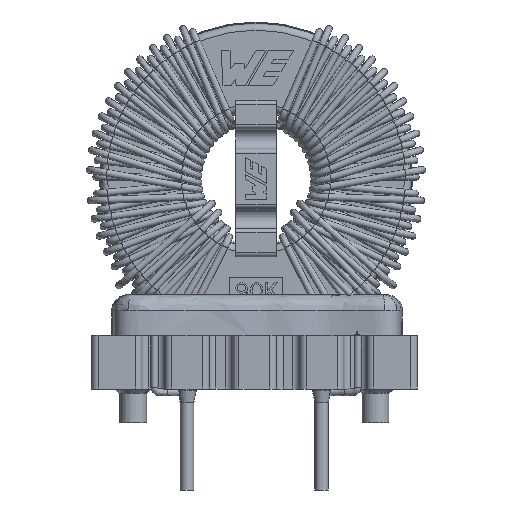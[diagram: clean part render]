
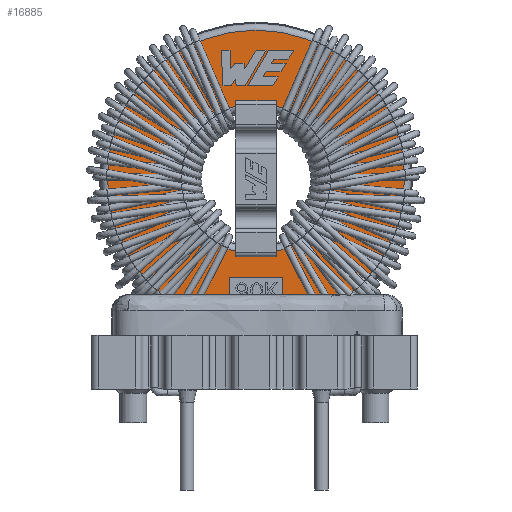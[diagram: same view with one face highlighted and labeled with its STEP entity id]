
A CAD part, front view. The second image highlights one B-rep face of the part: STEP entity #16885.
In plain terms, the highlighted planar face has unit normal (0, -1, 0).
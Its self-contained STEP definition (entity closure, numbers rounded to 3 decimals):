
#1082=CIRCLE('',#19339,5.613);
#1088=CIRCLE('',#19352,11.037);
#2969=ORIENTED_EDGE('',*,*,#6654,.F.);
#2970=ORIENTED_EDGE('',*,*,#6652,.F.);
#2971=ORIENTED_EDGE('',*,*,#6650,.F.);
#2972=ORIENTED_EDGE('',*,*,#6655,.F.);
#2973=ORIENTED_EDGE('',*,*,#6689,.F.);
#2974=ORIENTED_EDGE('',*,*,#6686,.F.);
#2975=ORIENTED_EDGE('',*,*,#6683,.F.);
#2976=ORIENTED_EDGE('',*,*,#6680,.F.);
#2977=ORIENTED_EDGE('',*,*,#6677,.F.);
#2978=ORIENTED_EDGE('',*,*,#6674,.F.);
#2979=ORIENTED_EDGE('',*,*,#6671,.F.);
#2980=ORIENTED_EDGE('',*,*,#6668,.F.);
#2981=ORIENTED_EDGE('',*,*,#6665,.F.);
#2982=ORIENTED_EDGE('',*,*,#6662,.F.);
#2983=ORIENTED_EDGE('',*,*,#6659,.F.);
#2984=ORIENTED_EDGE('',*,*,#6691,.F.);
#2985=ORIENTED_EDGE('',*,*,#6729,.F.);
#2986=ORIENTED_EDGE('',*,*,#6727,.F.);
#2987=ORIENTED_EDGE('',*,*,#6725,.F.);
#2988=ORIENTED_EDGE('',*,*,#6723,.F.);
#2989=ORIENTED_EDGE('',*,*,#6721,.F.);
#2990=ORIENTED_EDGE('',*,*,#6719,.F.);
#2991=ORIENTED_EDGE('',*,*,#6717,.F.);
#2992=ORIENTED_EDGE('',*,*,#6715,.F.);
#2993=ORIENTED_EDGE('',*,*,#6713,.F.);
#2994=ORIENTED_EDGE('',*,*,#6711,.F.);
#2995=ORIENTED_EDGE('',*,*,#6709,.F.);
#2996=ORIENTED_EDGE('',*,*,#6707,.F.);
#2997=ORIENTED_EDGE('',*,*,#6730,.F.);
#2998=ORIENTED_EDGE('',*,*,#6743,.T.);
#2999=ORIENTED_EDGE('',*,*,#6749,.T.);
#6650=EDGE_CURVE('',#8635,#8634,#10419,.T.);
#6652=EDGE_CURVE('',#8634,#8636,#10421,.T.);
#6654=EDGE_CURVE('',#8636,#8637,#10423,.T.);
#6655=EDGE_CURVE('',#8637,#8635,#10424,.T.);
#6659=EDGE_CURVE('',#8641,#8638,#10428,.T.);
#6662=EDGE_CURVE('',#8638,#8642,#10431,.T.);
#6665=EDGE_CURVE('',#8642,#8644,#10434,.T.);
#6668=EDGE_CURVE('',#8644,#8646,#10437,.T.);
#6671=EDGE_CURVE('',#8646,#8648,#10440,.T.);
#6674=EDGE_CURVE('',#8648,#8650,#10443,.T.);
#6677=EDGE_CURVE('',#8650,#8652,#10446,.T.);
#6680=EDGE_CURVE('',#8652,#8654,#10449,.T.);
#6683=EDGE_CURVE('',#8654,#8656,#10452,.T.);
#6686=EDGE_CURVE('',#8656,#8658,#10455,.T.);
#6689=EDGE_CURVE('',#8658,#8660,#10458,.T.);
#6691=EDGE_CURVE('',#8660,#8641,#10460,.T.);
#6707=EDGE_CURVE('',#8676,#8675,#10476,.T.);
#6709=EDGE_CURVE('',#8675,#8677,#10478,.T.);
#6711=EDGE_CURVE('',#8677,#8678,#10480,.T.);
#6713=EDGE_CURVE('',#8678,#8679,#10482,.T.);
#6715=EDGE_CURVE('',#8679,#8680,#10484,.T.);
#6717=EDGE_CURVE('',#8680,#8681,#10486,.T.);
#6719=EDGE_CURVE('',#8681,#8682,#10488,.T.);
#6721=EDGE_CURVE('',#8682,#8683,#10490,.T.);
#6723=EDGE_CURVE('',#8683,#8684,#10492,.T.);
#6725=EDGE_CURVE('',#8684,#8685,#10494,.T.);
#6727=EDGE_CURVE('',#8685,#8686,#10496,.T.);
#6729=EDGE_CURVE('',#8686,#8687,#10498,.T.);
#6730=EDGE_CURVE('',#8687,#8676,#10499,.T.);
#6743=EDGE_CURVE('',#8700,#8700,#1082,.T.);
#6749=EDGE_CURVE('',#8706,#8706,#1088,.T.);
#8634=VERTEX_POINT('',#26925);
#8635=VERTEX_POINT('',#26927);
#8636=VERTEX_POINT('',#26931);
#8637=VERTEX_POINT('',#26935);
#8638=VERTEX_POINT('',#26941);
#8641=VERTEX_POINT('',#26946);
#8642=VERTEX_POINT('',#26950);
#8644=VERTEX_POINT('',#26956);
#8646=VERTEX_POINT('',#26962);
#8648=VERTEX_POINT('',#26968);
#8650=VERTEX_POINT('',#26974);
#8652=VERTEX_POINT('',#26980);
#8654=VERTEX_POINT('',#26986);
#8656=VERTEX_POINT('',#26992);
#8658=VERTEX_POINT('',#26998);
#8660=VERTEX_POINT('',#27004);
#8675=VERTEX_POINT('',#27041);
#8676=VERTEX_POINT('',#27043);
#8677=VERTEX_POINT('',#27047);
#8678=VERTEX_POINT('',#27051);
#8679=VERTEX_POINT('',#27055);
#8680=VERTEX_POINT('',#27059);
#8681=VERTEX_POINT('',#27063);
#8682=VERTEX_POINT('',#27067);
#8683=VERTEX_POINT('',#27071);
#8684=VERTEX_POINT('',#27075);
#8685=VERTEX_POINT('',#27079);
#8686=VERTEX_POINT('',#27083);
#8687=VERTEX_POINT('',#27087);
#8700=VERTEX_POINT('',#27127);
#8706=VERTEX_POINT('',#27146);
#10419=LINE('',#26928,#11415);
#10421=LINE('',#26932,#11417);
#10423=LINE('',#26936,#11419);
#10424=LINE('',#26938,#11420);
#10428=LINE('',#26947,#11424);
#10431=LINE('',#26953,#11427);
#10434=LINE('',#26959,#11430);
#10437=LINE('',#26965,#11433);
#10440=LINE('',#26971,#11436);
#10443=LINE('',#26977,#11439);
#10446=LINE('',#26983,#11442);
#10449=LINE('',#26989,#11445);
#10452=LINE('',#26995,#11448);
#10455=LINE('',#27001,#11451);
#10458=LINE('',#27007,#11454);
#10460=LINE('',#27010,#11456);
#10476=LINE('',#27044,#11472);
#10478=LINE('',#27048,#11474);
#10480=LINE('',#27052,#11476);
#10482=LINE('',#27056,#11478);
#10484=LINE('',#27060,#11480);
#10486=LINE('',#27064,#11482);
#10488=LINE('',#27068,#11484);
#10490=LINE('',#27072,#11486);
#10492=LINE('',#27076,#11488);
#10494=LINE('',#27080,#11490);
#10496=LINE('',#27084,#11492);
#10498=LINE('',#27088,#11494);
#10499=LINE('',#27090,#11495);
#11415=VECTOR('',#21782,1000.);
#11417=VECTOR('',#21786,1000.);
#11419=VECTOR('',#21790,1000.);
#11420=VECTOR('',#21793,1000.);
#11424=VECTOR('',#21799,1000.);
#11427=VECTOR('',#21804,1000.);
#11430=VECTOR('',#21809,1000.);
#11433=VECTOR('',#21814,1000.);
#11436=VECTOR('',#21819,1000.);
#11439=VECTOR('',#21824,1000.);
#11442=VECTOR('',#21829,1000.);
#11445=VECTOR('',#21834,1000.);
#11448=VECTOR('',#21839,1000.);
#11451=VECTOR('',#21844,1000.);
#11454=VECTOR('',#21849,1000.);
#11456=VECTOR('',#21853,1000.);
#11472=VECTOR('',#21875,1000.);
#11474=VECTOR('',#21879,1000.);
#11476=VECTOR('',#21883,1000.);
#11478=VECTOR('',#21887,1000.);
#11480=VECTOR('',#21891,1000.);
#11482=VECTOR('',#21895,1000.);
#11484=VECTOR('',#21899,1000.);
#11486=VECTOR('',#21903,1000.);
#11488=VECTOR('',#21907,1000.);
#11490=VECTOR('',#21911,1000.);
#11492=VECTOR('',#21915,1000.);
#11494=VECTOR('',#21919,1000.);
#11495=VECTOR('',#21922,1000.);
#12251=EDGE_LOOP('',(#2969,#2970,#2971,#2972));
#12252=EDGE_LOOP('',(#2973,#2974,#2975,#2976,#2977,#2978,#2979,#2980,#2981,
#2982,#2983,#2984));
#12253=EDGE_LOOP('',(#2985,#2986,#2987,#2988,#2989,#2990,#2991,#2992,#2993,
#2994,#2995,#2996,#2997));
#12254=EDGE_LOOP('',(#2998));
#12255=EDGE_LOOP('',(#2999));
#14388=FACE_BOUND('',#12251,.T.);
#14389=FACE_BOUND('',#12252,.T.);
#14390=FACE_BOUND('',#12253,.T.);
#14391=FACE_BOUND('',#12254,.T.);
#14392=FACE_BOUND('',#12255,.T.);
#16489=PLANE('',#19353);
#16885=ADVANCED_FACE('',(#14388,#14389,#14390,#14391,#14392),#16489,.F.);
#19339=AXIS2_PLACEMENT_3D('',#27126,#21969,#21970);
#19352=AXIS2_PLACEMENT_3D('',#27145,#21995,#21996);
#19353=AXIS2_PLACEMENT_3D('',#27147,#21997,#21998);
#21782=DIRECTION('',(-1.,0.,0.));
#21786=DIRECTION('',(0.,0.,-1.));
#21790=DIRECTION('',(1.,0.,0.));
#21793=DIRECTION('',(0.,0.,1.));
#21799=DIRECTION('',(-1.,0.,0.));
#21804=DIRECTION('',(0.507,0.,0.862));
#21809=DIRECTION('',(1.,0.,0.));
#21814=DIRECTION('',(0.505,0.,0.863));
#21819=DIRECTION('',(-1.,0.,0.));
#21824=DIRECTION('',(0.52,0.,0.854));
#21829=DIRECTION('',(1.,0.,0.));
#21834=DIRECTION('',(0.507,0.,0.862));
#21839=DIRECTION('',(-1.,0.,0.));
#21844=DIRECTION('',(-0.504,0.,-0.864));
#21849=DIRECTION('',(1.,0.,0.));
#21853=DIRECTION('',(0.509,0.,0.861));
#21875=DIRECTION('',(-1.,0.,0.));
#21879=DIRECTION('',(-0.512,0.,-0.859));
#21883=DIRECTION('',(-0.171,0.,0.985));
#21887=DIRECTION('',(-1.,0.,0.));
#21891=DIRECTION('',(-0.583,0.,-0.812));
#21895=DIRECTION('',(-0.047,0.,0.999));
#21899=DIRECTION('',(-1.,0.,0.));
#21903=DIRECTION('',(0.052,0.,-0.999));
#21907=DIRECTION('',(1.,0.,0.));
#21911=DIRECTION('',(0.551,0.,0.834));
#21915=DIRECTION('',(0.141,0.,-0.99));
#21919=DIRECTION('',(1.,0.,0.));
#21922=DIRECTION('',(0.506,0.,0.863));
#21969=DIRECTION('',(0.,1.,0.));
#21970=DIRECTION('',(1.,0.,0.));
#21995=DIRECTION('',(0.,-1.,0.));
#21996=DIRECTION('',(-1.,0.,0.));
#21997=DIRECTION('',(0.,1.,0.));
#21998=DIRECTION('',(1.,0.,0.));
#26925=CARTESIAN_POINT('',(-2.,-4.2,-7.325));
#26927=CARTESIAN_POINT('',(2.,-4.2,-7.325));
#26928=CARTESIAN_POINT('',(2.,-4.2,-7.325));
#26931=CARTESIAN_POINT('',(-2.,-4.2,-9.325));
#26932=CARTESIAN_POINT('',(-2.,-4.2,-7.325));
#26935=CARTESIAN_POINT('',(2.,-4.2,-9.325));
#26936=CARTESIAN_POINT('',(-2.,-4.2,-9.325));
#26938=CARTESIAN_POINT('',(2.,-4.2,-9.325));
#26941=CARTESIAN_POINT('',(0.527,-4.2,7.557));
#26946=CARTESIAN_POINT('',(1.64,-4.2,7.557));
#26947=CARTESIAN_POINT('',(1.64,-4.2,7.557));
#26950=CARTESIAN_POINT('',(0.748,-4.2,7.931));
#26953=CARTESIAN_POINT('',(0.527,-4.2,7.557));
#26956=CARTESIAN_POINT('',(1.86,-4.2,7.931));
#26959=CARTESIAN_POINT('',(0.748,-4.2,7.931));
#26962=CARTESIAN_POINT('',(2.242,-4.2,8.584));
#26965=CARTESIAN_POINT('',(1.86,-4.2,7.931));
#26968=CARTESIAN_POINT('',(1.135,-4.2,8.584));
#26971=CARTESIAN_POINT('',(2.242,-4.2,8.584));
#26974=CARTESIAN_POINT('',(1.321,-4.2,8.89));
#26977=CARTESIAN_POINT('',(1.135,-4.2,8.584));
#26980=CARTESIAN_POINT('',(2.425,-4.2,8.89));
#26983=CARTESIAN_POINT('',(1.321,-4.2,8.89));
#26986=CARTESIAN_POINT('',(2.81,-4.2,9.544));
#26989=CARTESIAN_POINT('',(2.425,-4.2,8.89));
#26992=CARTESIAN_POINT('',(0.932,-4.2,9.544));
#26995=CARTESIAN_POINT('',(2.81,-4.2,9.544));
#26998=CARTESIAN_POINT('',(-0.6,-4.2,6.916));
#27001=CARTESIAN_POINT('',(0.932,-4.2,9.544));
#27004=CARTESIAN_POINT('',(1.261,-4.2,6.916));
#27007=CARTESIAN_POINT('',(-0.6,-4.2,6.916));
#27010=CARTESIAN_POINT('',(1.261,-4.2,6.916));
#27041=CARTESIAN_POINT('',(0.005,-4.2,9.544));
#27043=CARTESIAN_POINT('',(0.747,-4.2,9.544));
#27044=CARTESIAN_POINT('',(0.747,-4.2,9.544));
#27047=CARTESIAN_POINT('',(-0.817,-4.2,8.165));
#27048=CARTESIAN_POINT('',(0.005,-4.2,9.544));
#27051=CARTESIAN_POINT('',(-0.89,-4.2,8.584));
#27052=CARTESIAN_POINT('',(-0.817,-4.2,8.165));
#27055=CARTESIAN_POINT('',(-1.575,-4.2,8.584));
#27056=CARTESIAN_POINT('',(-0.89,-4.2,8.584));
#27059=CARTESIAN_POINT('',(-1.865,-4.2,8.18));
#27060=CARTESIAN_POINT('',(-1.575,-4.2,8.584));
#27063=CARTESIAN_POINT('',(-1.93,-4.2,9.544));
#27064=CARTESIAN_POINT('',(-1.865,-4.2,8.18));
#27067=CARTESIAN_POINT('',(-2.591,-4.2,9.544));
#27068=CARTESIAN_POINT('',(-1.93,-4.2,9.544));
#27071=CARTESIAN_POINT('',(-2.454,-4.2,6.916));
#27072=CARTESIAN_POINT('',(-2.591,-4.2,9.544));
#27075=CARTESIAN_POINT('',(-1.833,-4.2,6.916));
#27076=CARTESIAN_POINT('',(-2.454,-4.2,6.916));
#27079=CARTESIAN_POINT('',(-1.535,-4.2,7.367));
#27080=CARTESIAN_POINT('',(-1.833,-4.2,6.916));
#27083=CARTESIAN_POINT('',(-1.47,-4.2,6.916));
#27084=CARTESIAN_POINT('',(-1.535,-4.2,7.367));
#27087=CARTESIAN_POINT('',(-0.793,-4.2,6.916));
#27088=CARTESIAN_POINT('',(-1.47,-4.2,6.916));
#27090=CARTESIAN_POINT('',(-0.793,-4.2,6.916));
#27126=CARTESIAN_POINT('',(0.,-4.2,0.));
#27127=CARTESIAN_POINT('',(5.613,-4.2,0.));
#27145=CARTESIAN_POINT('',(0.,-4.2,0.));
#27146=CARTESIAN_POINT('',(-11.037,-4.2,0.));
#27147=CARTESIAN_POINT('',(0.,-4.2,0.));
